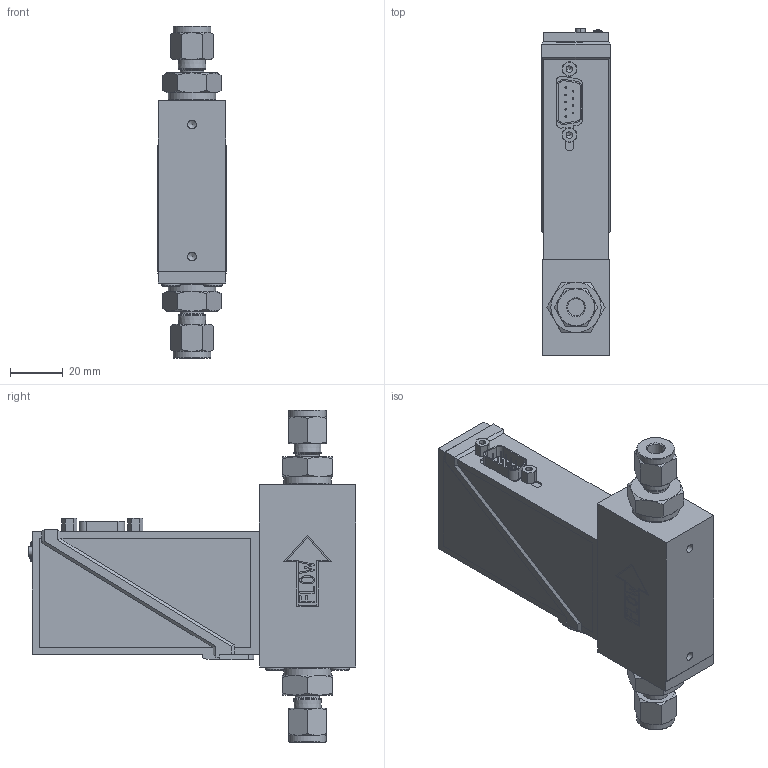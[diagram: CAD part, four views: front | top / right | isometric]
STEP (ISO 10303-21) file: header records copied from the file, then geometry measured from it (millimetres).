
FILE_DESCRIPTION(/* description */ (''),/* implementation_level */ '2;1');
FILE_NAME(/* name */ 'F-111AC-50K-AAD-22-V.stp',/* time_stamp */ '2020-08-20T07:46:28+02:00',/* author */ ('M-Huiskes'),/* organization */ (''),/* preprocessor_version */ 'ST-DEVELOPER v17',/* originating_system */ 'Autodesk Inventor 2018',/* authorisation */ '');
FILE_SCHEMA (('AUTOMOTIVE_DESIGN { 1 0 10303 214 3 1 1 }'));
Length unit declared in the file: millimetre
Products named in the file (1): Part4
Bounding box: 26 x 124.16 x 125.8 mm (x, y, z)
Volume: 173062.3 mm3; surface area: 31573.5 mm2
Topology: 1 solids, 13 shells, 596 faces, 1510 edges, 952 vertices
Faces by surface type: plane 317, cone 108, cylinder 105, bspline 32, sphere 22, torus 12
Full cylindrical faces by diameter (mm): 3 x2, 3.242 x2, 5.328 x2, 6.35 x2, 7 x4, 7.5 x4, 8.997 x2, 14.287 x2, 18.034 x2
Entity records: 17700 total; most frequent: CARTESIAN_POINT 3613, ORIENTED_EDGE 2928, DIRECTION 2848, EDGE_CURVE 1464, AXIS2_PLACEMENT_3D 1007, VERTEX_POINT 952, LINE 834, VECTOR 834
